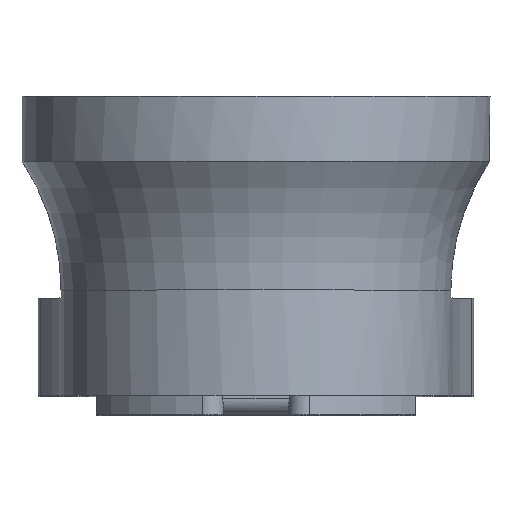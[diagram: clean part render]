
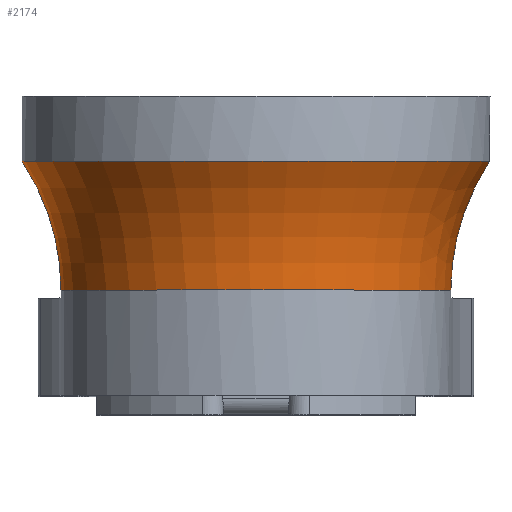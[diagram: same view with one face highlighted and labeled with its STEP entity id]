
A CAD part, top view. The second image highlights one B-rep face of the part: STEP entity #2174.
In plain terms, the highlighted toroidal (fillet/blend) face has major radius 65.75 mm and minor radius 35.75 mm.
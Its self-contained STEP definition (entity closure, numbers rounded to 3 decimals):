
#19=TOROIDAL_SURFACE('',#2412,65.75,35.75);
#113=B_SPLINE_CURVE_WITH_KNOTS('',3,(#3657,#3658,#3659,#3660,#3661),
 .UNSPECIFIED.,.F.,.F.,(4,1,4),(0.039,0.685,1.01),
 .UNSPECIFIED.);
#114=B_SPLINE_CURVE_WITH_KNOTS('',3,(#3663,#3664,#3665,#3666,#3667),
 .UNSPECIFIED.,.F.,.F.,(4,1,4),(1.288,1.291,2.259),
 .UNSPECIFIED.);
#115=B_SPLINE_CURVE_WITH_KNOTS('',3,(#3668,#3669,#3670,#3671,#3672),
 .UNSPECIFIED.,.F.,.F.,(4,1,4),(0.,0.645,
1.288),.UNSPECIFIED.);
#116=B_SPLINE_CURVE_WITH_KNOTS('',3,(#3678,#3679,#3680,#3681,#3682,#3683),
 .UNSPECIFIED.,.F.,.F.,(4,1,1,4),(1.01,1.33,1.976,
2.298),.UNSPECIFIED.);
#189=FACE_OUTER_BOUND('',#326,.T.);
#326=EDGE_LOOP('',(#1764,#1765,#1766,#1767,#1768,#1769,#1770,#1771,#1772,
#1773,#1774));
#437=CIRCLE('',#2325,30.);
#438=CIRCLE('',#2326,30.);
#486=CIRCLE('',#2411,35.809);
#487=CIRCLE('',#2413,35.75);
#488=CIRCLE('',#2414,36.);
#489=CIRCLE('',#2415,36.);
#941=VERTEX_POINT('',#3373);
#942=VERTEX_POINT('',#3375);
#943=VERTEX_POINT('',#3377);
#1018=VERTEX_POINT('',#3618);
#1019=VERTEX_POINT('',#3629);
#1022=VERTEX_POINT('',#3656);
#1023=VERTEX_POINT('',#3662);
#1024=VERTEX_POINT('',#3673);
#1025=VERTEX_POINT('',#3675);
#1175=EDGE_CURVE('',#942,#941,#437,.T.);
#1176=EDGE_CURVE('',#943,#942,#438,.T.);
#1294=EDGE_CURVE('',#1018,#1019,#486,.T.);
#1298=EDGE_CURVE('',#1019,#1022,#113,.T.);
#1299=EDGE_CURVE('',#1023,#1018,#114,.T.);
#1300=EDGE_CURVE('',#943,#1023,#115,.T.);
#1301=EDGE_CURVE('',#942,#1024,#487,.T.);
#1302=EDGE_CURVE('',#1024,#1025,#488,.T.);
#1303=EDGE_CURVE('',#1025,#1024,#489,.T.);
#1304=EDGE_CURVE('',#1022,#941,#116,.T.);
#1764=ORIENTED_EDGE('',*,*,#1298,.F.);
#1765=ORIENTED_EDGE('',*,*,#1294,.F.);
#1766=ORIENTED_EDGE('',*,*,#1299,.F.);
#1767=ORIENTED_EDGE('',*,*,#1300,.F.);
#1768=ORIENTED_EDGE('',*,*,#1176,.T.);
#1769=ORIENTED_EDGE('',*,*,#1301,.T.);
#1770=ORIENTED_EDGE('',*,*,#1302,.T.);
#1771=ORIENTED_EDGE('',*,*,#1303,.T.);
#1772=ORIENTED_EDGE('',*,*,#1301,.F.);
#1773=ORIENTED_EDGE('',*,*,#1175,.T.);
#1774=ORIENTED_EDGE('',*,*,#1304,.F.);
#2174=ADVANCED_FACE('',(#189),#19,.F.);
#2325=AXIS2_PLACEMENT_3D('',#3376,#2696,#2697);
#2326=AXIS2_PLACEMENT_3D('',#3378,#2698,#2699);
#2411=AXIS2_PLACEMENT_3D('',#3630,#2935,#2936);
#2412=AXIS2_PLACEMENT_3D('',#3655,#2937,#2938);
#2413=AXIS2_PLACEMENT_3D('',#3674,#2939,#2940);
#2414=AXIS2_PLACEMENT_3D('',#3676,#2941,#2942);
#2415=AXIS2_PLACEMENT_3D('',#3677,#2943,#2944);
#2696=DIRECTION('center_axis',(0.,1.,0.));
#2697=DIRECTION('ref_axis',(-0.916,0.,-0.401));
#2698=DIRECTION('center_axis',(0.,1.,0.));
#2699=DIRECTION('ref_axis',(-0.916,0.,-0.401));
#2935=DIRECTION('center_axis',(0.,-1.,0.));
#2936=DIRECTION('ref_axis',(0.,0.,-1.));
#2937=DIRECTION('center_axis',(0.,1.,0.));
#2938=DIRECTION('ref_axis',(-0.916,0.,-0.401));
#2939=DIRECTION('center_axis',(0.401,0.,-0.916));
#2940=DIRECTION('ref_axis',(0.916,0.,0.401));
#2941=DIRECTION('center_axis',(0.,-1.,0.));
#2942=DIRECTION('ref_axis',(1.,0.,0.));
#2943=DIRECTION('center_axis',(0.,-1.,0.));
#2944=DIRECTION('ref_axis',(1.,0.,0.));
#3373=CARTESIAN_POINT('',(26.464,11.176,52.871));
#3375=CARTESIAN_POINT('',(27.488,11.176,79.018));
#3376=CARTESIAN_POINT('Origin',(0.,11.176,67.));
#3377=CARTESIAN_POINT('',(-26.464,11.176,52.871));
#3378=CARTESIAN_POINT('Origin',(0.,11.176,67.));
#3618=CARTESIAN_POINT('',(-27.262,30.711,43.781));
#3629=CARTESIAN_POINT('',(27.262,30.711,43.781));
#3630=CARTESIAN_POINT('Origin',(0.,30.711,67.));
#3655=CARTESIAN_POINT('Origin',(0.,11.176,67.));
#3656=CARTESIAN_POINT('',(26.637,23.,49.246));
#3657=CARTESIAN_POINT('Ctrl Pts',(27.262,30.711,43.781));
#3658=CARTESIAN_POINT('Ctrl Pts',(27.049,29.117,45.135));
#3659=CARTESIAN_POINT('Ctrl Pts',(26.815,26.602,47.05));
#3660=CARTESIAN_POINT('Ctrl Pts',(26.675,23.92,48.723));
#3661=CARTESIAN_POINT('Ctrl Pts',(26.637,23.,49.246));
#3662=CARTESIAN_POINT('',(-26.637,22.999,49.243));
#3663=CARTESIAN_POINT('Ctrl Pts',(-26.637,22.999,49.243));
#3664=CARTESIAN_POINT('Ctrl Pts',(-26.637,23.006,49.239));
#3665=CARTESIAN_POINT('Ctrl Pts',(-26.752,25.751,47.675));
#3666=CARTESIAN_POINT('Ctrl Pts',(-26.943,28.32,45.812));
#3667=CARTESIAN_POINT('Ctrl Pts',(-27.262,30.711,43.781));
#3668=CARTESIAN_POINT('Ctrl Pts',(-26.464,11.176,52.871));
#3669=CARTESIAN_POINT('Ctrl Pts',(-26.464,13.255,52.871));
#3670=CARTESIAN_POINT('Ctrl Pts',(-26.477,17.386,52.088));
#3671=CARTESIAN_POINT('Ctrl Pts',(-26.561,21.182,50.278));
#3672=CARTESIAN_POINT('Ctrl Pts',(-26.637,22.999,49.243));
#3673=CARTESIAN_POINT('',(32.985,31.,81.421));
#3674=CARTESIAN_POINT('Origin',(60.244,11.176,93.338));
#3675=CARTESIAN_POINT('',(-36.,31.,67.));
#3676=CARTESIAN_POINT('Origin',(0.,31.,67.));
#3677=CARTESIAN_POINT('Origin',(0.,31.,67.));
#3678=CARTESIAN_POINT('Ctrl Pts',(26.637,23.,49.246));
#3679=CARTESIAN_POINT('Ctrl Pts',(26.6,22.096,49.761));
#3680=CARTESIAN_POINT('Ctrl Pts',(26.511,19.309,51.207));
#3681=CARTESIAN_POINT('Ctrl Pts',(26.471,15.339,52.588));
#3682=CARTESIAN_POINT('Ctrl Pts',(26.464,12.215,52.871));
#3683=CARTESIAN_POINT('Ctrl Pts',(26.464,11.176,52.871));
